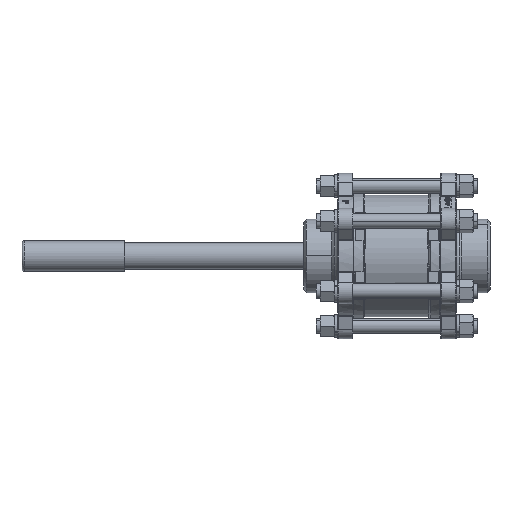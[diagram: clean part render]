
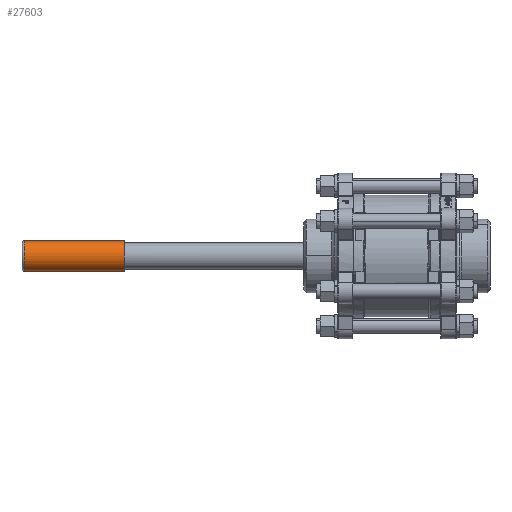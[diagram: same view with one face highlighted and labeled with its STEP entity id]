
A CAD part, front view. The second image highlights one B-rep face of the part: STEP entity #27603.
In plain terms, the highlighted cylindrical face has radius 15.2 mm (diameter 30.4 mm), a partial arc.
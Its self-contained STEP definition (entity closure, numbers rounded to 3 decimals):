
#5163 = DIRECTION ( 'NONE',  ( 1., 0., 0. ) ) ;
#6590 = LINE ( 'NONE', #69837, #48856 ) ;
#8429 = EDGE_CURVE ( 'NONE', #64761, #81539, #43296, .T. ) ;
#19538 = DIRECTION ( 'NONE',  ( 0., 0., -1. ) ) ;
#21990 = ORIENTED_EDGE ( 'NONE', *, *, #38463, .T. ) ;
#22434 = CARTESIAN_POINT ( 'NONE',  ( -370., 154.176, -15.2 ) ) ;
#26716 = DIRECTION ( 'NONE',  ( 1., 0., 0. ) ) ;
#27603 = ADVANCED_FACE ( 'NONE', ( #71896 ), #61269, .T. ) ;
#27715 = CARTESIAN_POINT ( 'NONE',  ( -270.5, 154.176, 0. ) ) ;
#29540 = DIRECTION ( 'NONE',  ( 1., 0., 0. ) ) ;
#33096 = ORIENTED_EDGE ( 'NONE', *, *, #76889, .F. ) ;
#37683 = CARTESIAN_POINT ( 'NONE',  ( -370., 154.176, 15.2 ) ) ;
#38463 = EDGE_CURVE ( 'NONE', #64761, #64124, #85237, .T. ) ;
#43296 = LINE ( 'NONE', #98588, #65764 ) ;
#48856 = VECTOR ( 'NONE', #52115, 1000. ) ;
#52115 = DIRECTION ( 'NONE',  ( 1., 0., 0. ) ) ;
#55945 = EDGE_LOOP ( 'NONE', ( #65754, #21990, #81240, #33096 ) ) ;
#61269 = CYLINDRICAL_SURFACE ( 'NONE', #85820, 15.2 ) ;
#61411 = VERTEX_POINT ( 'NONE', #89146 ) ;
#64124 = VERTEX_POINT ( 'NONE', #22434 ) ;
#64761 = VERTEX_POINT ( 'NONE', #37683 ) ;
#65754 = ORIENTED_EDGE ( 'NONE', *, *, #8429, .F. ) ;
#65764 = VECTOR ( 'NONE', #5163, 1000. ) ;
#68863 = CIRCLE ( 'NONE', #82118, 15.2 ) ;
#69837 = CARTESIAN_POINT ( 'NONE',  ( -270.5, 154.176, -15.2 ) ) ;
#71896 = FACE_OUTER_BOUND ( 'NONE', #55945, .T. ) ;
#76795 = AXIS2_PLACEMENT_3D ( 'NONE', #80087, #29540, #88542 ) ;
#76889 = EDGE_CURVE ( 'NONE', #81539, #61411, #68863, .T. ) ;
#77214 = CARTESIAN_POINT ( 'NONE',  ( -270.5, 154.176, 0. ) ) ;
#77603 = CARTESIAN_POINT ( 'NONE',  ( -270.5, 154.176, 15.2 ) ) ;
#78230 = DIRECTION ( 'NONE',  ( 1., 0., 0. ) ) ;
#80087 = CARTESIAN_POINT ( 'NONE',  ( -370., 154.176, 0. ) ) ;
#81240 = ORIENTED_EDGE ( 'NONE', *, *, #81596, .T. ) ;
#81539 = VERTEX_POINT ( 'NONE', #77603 ) ;
#81596 = EDGE_CURVE ( 'NONE', #64124, #61411, #6590, .T. ) ;
#82118 = AXIS2_PLACEMENT_3D ( 'NONE', #77214, #26716, #85737 ) ;
#85237 = CIRCLE ( 'NONE', #76795, 15.2 ) ;
#85737 = DIRECTION ( 'NONE',  ( 0., 0., -1. ) ) ;
#85820 = AXIS2_PLACEMENT_3D ( 'NONE', #27715, #78230, #19538 ) ;
#88542 = DIRECTION ( 'NONE',  ( 0., 0., 1. ) ) ;
#89146 = CARTESIAN_POINT ( 'NONE',  ( -270.5, 154.176, -15.2 ) ) ;
#98588 = CARTESIAN_POINT ( 'NONE',  ( -270.5, 154.176, 15.2 ) ) ;
